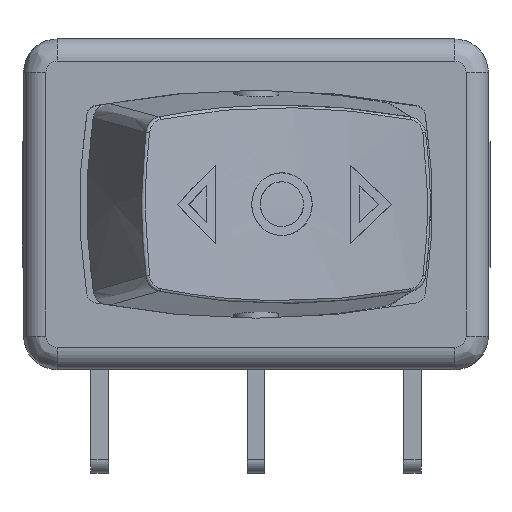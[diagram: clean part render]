
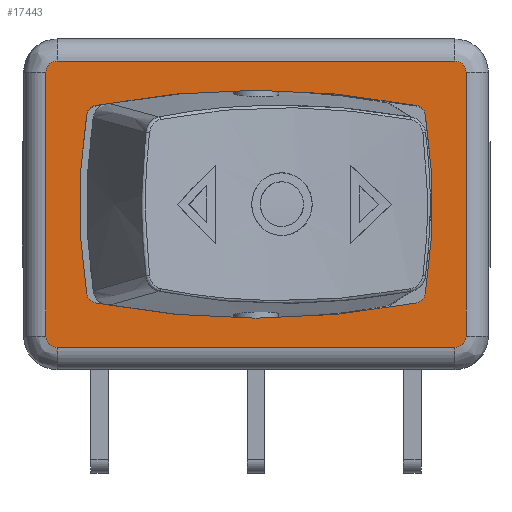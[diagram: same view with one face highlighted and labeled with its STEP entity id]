
A CAD part, top view. The second image highlights one B-rep face of the part: STEP entity #17443.
In plain terms, the highlighted planar face has unit normal (0, 0, 1).
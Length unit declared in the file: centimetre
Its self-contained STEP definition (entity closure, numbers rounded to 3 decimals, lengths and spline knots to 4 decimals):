
#414=FACE_BOUND('',#3068,.T.);
#518=CIRCLE('',#18176,3.82);
#520=CIRCLE('',#18179,0.05);
#522=CIRCLE('',#18182,2.5);
#524=CIRCLE('',#18185,0.05);
#526=CIRCLE('',#18188,3.82);
#528=CIRCLE('',#18191,0.05);
#530=CIRCLE('',#18194,2.5);
#532=CIRCLE('',#18197,0.05);
#536=CIRCLE('',#18203,0.05);
#540=CIRCLE('',#18207,0.05);
#544=CIRCLE('',#18213,0.05);
#548=CIRCLE('',#18217,0.05);
#1104=PLANE('',#18223);
#2040=FACE_OUTER_BOUND('',#3067,.T.);
#3067=EDGE_LOOP('',(#16414,#16415,#16416,#16417,#16418,#16419,#16420,#16421));
#3068=EDGE_LOOP('',(#16422,#16423,#16424,#16425,#16426,#16427,#16428,#16429));
#5456=LINE('',#33266,#7198);
#5458=LINE('',#33302,#7200);
#5461=LINE('',#33309,#7203);
#5463=LINE('',#33340,#7205);
#7198=VECTOR('',#21433,1.);
#7200=VECTOR('',#21453,1.);
#7203=VECTOR('',#21460,1.);
#7205=VECTOR('',#21476,1.);
#8848=VERTEX_POINT('',#33216);
#8849=VERTEX_POINT('',#33218);
#8851=VERTEX_POINT('',#33224);
#8853=VERTEX_POINT('',#33230);
#8855=VERTEX_POINT('',#33236);
#8857=VERTEX_POINT('',#33242);
#8859=VERTEX_POINT('',#33248);
#8861=VERTEX_POINT('',#33254);
#8863=VERTEX_POINT('',#33263);
#8864=VERTEX_POINT('',#33265);
#8867=VERTEX_POINT('',#33280);
#8868=VERTEX_POINT('',#33293);
#8871=VERTEX_POINT('',#33300);
#8872=VERTEX_POINT('',#33305);
#8875=VERTEX_POINT('',#33320);
#8876=VERTEX_POINT('',#33333);
#11348=EDGE_CURVE('',#8849,#8848,#518,.T.);
#11351=EDGE_CURVE('',#8851,#8849,#520,.T.);
#11354=EDGE_CURVE('',#8853,#8851,#522,.T.);
#11357=EDGE_CURVE('',#8855,#8853,#524,.T.);
#11360=EDGE_CURVE('',#8857,#8855,#526,.T.);
#11363=EDGE_CURVE('',#8859,#8857,#528,.T.);
#11366=EDGE_CURVE('',#8861,#8859,#530,.T.);
#11369=EDGE_CURVE('',#8848,#8861,#532,.T.);
#11371=EDGE_CURVE('',#8863,#8864,#5456,.T.);
#11375=EDGE_CURVE('',#8867,#8863,#536,.T.);
#11379=EDGE_CURVE('',#8864,#8868,#540,.T.);
#11381=EDGE_CURVE('',#8871,#8867,#5458,.T.);
#11385=EDGE_CURVE('',#8868,#8872,#5461,.T.);
#11387=EDGE_CURVE('',#8875,#8871,#544,.T.);
#11391=EDGE_CURVE('',#8872,#8876,#548,.T.);
#11393=EDGE_CURVE('',#8876,#8875,#5463,.T.);
#16414=ORIENTED_EDGE('',*,*,#11371,.F.);
#16415=ORIENTED_EDGE('',*,*,#11375,.F.);
#16416=ORIENTED_EDGE('',*,*,#11381,.F.);
#16417=ORIENTED_EDGE('',*,*,#11387,.F.);
#16418=ORIENTED_EDGE('',*,*,#11393,.F.);
#16419=ORIENTED_EDGE('',*,*,#11391,.F.);
#16420=ORIENTED_EDGE('',*,*,#11385,.F.);
#16421=ORIENTED_EDGE('',*,*,#11379,.F.);
#16422=ORIENTED_EDGE('',*,*,#11348,.T.);
#16423=ORIENTED_EDGE('',*,*,#11369,.T.);
#16424=ORIENTED_EDGE('',*,*,#11366,.T.);
#16425=ORIENTED_EDGE('',*,*,#11363,.T.);
#16426=ORIENTED_EDGE('',*,*,#11360,.T.);
#16427=ORIENTED_EDGE('',*,*,#11357,.T.);
#16428=ORIENTED_EDGE('',*,*,#11354,.T.);
#16429=ORIENTED_EDGE('',*,*,#11351,.T.);
#17443=ADVANCED_FACE('',(#2040,#414),#1104,.T.);
#18176=AXIS2_PLACEMENT_3D('',#33219,#21376,#21377);
#18179=AXIS2_PLACEMENT_3D('',#33225,#21383,#21384);
#18182=AXIS2_PLACEMENT_3D('',#33231,#21390,#21391);
#18185=AXIS2_PLACEMENT_3D('',#33237,#21397,#21398);
#18188=AXIS2_PLACEMENT_3D('',#33243,#21404,#21405);
#18191=AXIS2_PLACEMENT_3D('',#33249,#21411,#21412);
#18194=AXIS2_PLACEMENT_3D('',#33255,#21418,#21419);
#18197=AXIS2_PLACEMENT_3D('',#33259,#21425,#21426);
#18203=AXIS2_PLACEMENT_3D('',#33282,#21439,#21440);
#18207=AXIS2_PLACEMENT_3D('',#33297,#21447,#21448);
#18213=AXIS2_PLACEMENT_3D('',#33322,#21463,#21464);
#18217=AXIS2_PLACEMENT_3D('',#33337,#21471,#21472);
#18223=AXIS2_PLACEMENT_3D('',#33350,#21490,#21491);
#21376=DIRECTION('center_axis',(0.,0.,
-1.));
#21377=DIRECTION('ref_axis',(-0.188,-0.982,0.));
#21383=DIRECTION('center_axis',(0.,0.,
-1.));
#21384=DIRECTION('ref_axis',(0.188,-0.982,0.));
#21390=DIRECTION('center_axis',(0.,0.,
-1.));
#21391=DIRECTION('ref_axis',(0.987,-0.16,0.));
#21397=DIRECTION('center_axis',(0.,0.,
-1.));
#21398=DIRECTION('ref_axis',(0.987,0.16,0.));
#21404=DIRECTION('center_axis',(0.,0.,
-1.));
#21405=DIRECTION('ref_axis',(0.188,0.982,0.));
#21411=DIRECTION('center_axis',(0.,0.,
-1.));
#21412=DIRECTION('ref_axis',(-0.188,0.982,0.));
#21418=DIRECTION('center_axis',(0.,0.,
-1.));
#21419=DIRECTION('ref_axis',(-0.987,0.16,0.));
#21425=DIRECTION('center_axis',(0.,0.,
-1.));
#21426=DIRECTION('ref_axis',(-0.987,-0.16,0.));
#21433=DIRECTION('',(0.,1.,0.));
#21439=DIRECTION('center_axis',(0.,0.,
-1.));
#21440=DIRECTION('ref_axis',(-0.707,-0.707,0.));
#21447=DIRECTION('center_axis',(0.,0.,
-1.));
#21448=DIRECTION('ref_axis',(-0.707,0.707,0.));
#21453=DIRECTION('',(-1.,0.,0.));
#21460=DIRECTION('',(1.,0.,0.));
#21463=DIRECTION('center_axis',(0.,0.,
-1.));
#21464=DIRECTION('ref_axis',(0.707,-0.707,0.));
#21471=DIRECTION('center_axis',(0.,0.,
-1.));
#21472=DIRECTION('ref_axis',(0.707,0.707,0.));
#21476=DIRECTION('',(0.,-1.,0.));
#21490=DIRECTION('center_axis',(0.,0.,
1.));
#21491=DIRECTION('ref_axis',(1.,0.,0.));
#33216=CARTESIAN_POINT('',(0.7177,0.442,1.6));
#33218=CARTESIAN_POINT('',(-0.7177,0.442,1.6));
#33219=CARTESIAN_POINT('Origin',(0.,-3.31,1.6));
#33224=CARTESIAN_POINT('',(-0.7576,0.4009,1.6));
#33225=CARTESIAN_POINT('Origin',(-0.7083,0.3929,1.6));
#33230=CARTESIAN_POINT('',(-0.7576,-0.4009,1.6));
#33231=CARTESIAN_POINT('Origin',(1.71,0.,1.6));
#33236=CARTESIAN_POINT('',(-0.7177,-0.442,1.6));
#33237=CARTESIAN_POINT('Origin',(-0.7083,-0.3929,
1.6));
#33242=CARTESIAN_POINT('',(0.7177,-0.442,1.6));
#33243=CARTESIAN_POINT('Origin',(0.,3.31,1.6));
#33248=CARTESIAN_POINT('',(0.7576,-0.4009,1.6));
#33249=CARTESIAN_POINT('Origin',(0.7083,-0.3929,1.6));
#33254=CARTESIAN_POINT('',(0.7576,0.4009,1.6));
#33255=CARTESIAN_POINT('Origin',(-1.71,0.,1.6));
#33259=CARTESIAN_POINT('Origin',(0.7083,0.3929,1.6));
#33263=CARTESIAN_POINT('',(-0.94,-0.59,1.6));
#33265=CARTESIAN_POINT('',(-0.94,0.59,1.6));
#33266=CARTESIAN_POINT('',(-0.94,-0.295,1.6));
#33280=CARTESIAN_POINT('',(-0.89,-0.64,1.6));
#33282=CARTESIAN_POINT('Origin',(-0.89,-0.59,1.6));
#33293=CARTESIAN_POINT('',(-0.89,0.64,1.6));
#33297=CARTESIAN_POINT('Origin',(-0.89,0.59,1.6));
#33300=CARTESIAN_POINT('',(0.89,-0.64,1.6));
#33302=CARTESIAN_POINT('',(0.445,-0.64,1.6));
#33305=CARTESIAN_POINT('',(0.89,0.64,1.6));
#33309=CARTESIAN_POINT('',(-0.445,0.64,1.6));
#33320=CARTESIAN_POINT('',(0.94,-0.59,1.6));
#33322=CARTESIAN_POINT('Origin',(0.89,-0.59,1.6));
#33333=CARTESIAN_POINT('',(0.94,0.59,1.6));
#33337=CARTESIAN_POINT('Origin',(0.89,0.59,1.6));
#33340=CARTESIAN_POINT('',(0.94,0.295,1.6));
#33350=CARTESIAN_POINT('Origin',(0.,0.,
1.6));
